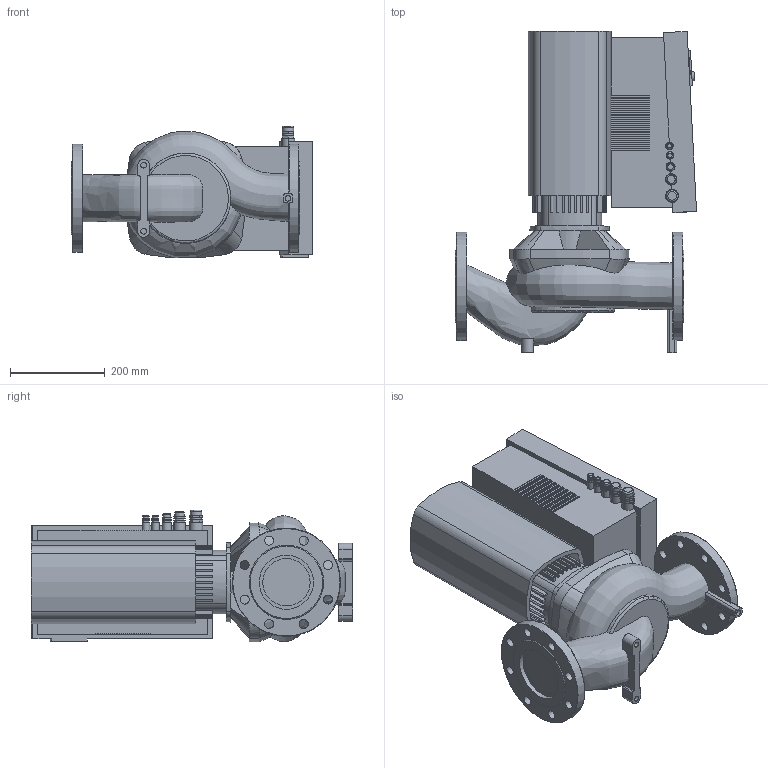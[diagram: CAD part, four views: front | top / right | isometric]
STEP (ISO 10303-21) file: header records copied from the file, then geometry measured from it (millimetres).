
FILE_DESCRIPTION(/* description */ (''),/* implementation_level */ '2;1');
FILE_NAME(/* name */ '3d_StratosGIGA4_3-87-2124507.stp',/* time_stamp */ '2022-03-01T15:33:53-06:00',/* author */ ('faliszekte'),/* organization */ (''),/* preprocessor_version */ 'ST-DEVELOPER v18.1',/* originating_system */ 'Autodesk Inventor 2021',/* authorisation */ '');
FILE_SCHEMA (('AUTOMOTIVE_DESIGN { 1 0 10303 214 3 1 1 }'));
Length unit declared in the file: inch
Products named in the file (12): 3d_StratosGIGA4_3-87-2124507; 3d_StratosGIGA4_3-87-21245071; 3d_StratosGIGA4_3-87-21245072; 3d_StratosGIGA4_3-87-21245073; 3d_StratosGIGA4_3-87-21245074; 3d_StratosGIGA4_3-87-21245075; 3d_StratosGIGA4_3-87-21245076; 3d_StratosGIGA4_3-87-21245077; 3d_StratosGIGA4_3-87-21245078; 3d_StratosGIGA4_3-87-21245079; 3d_StratosGIGA4_3-87-212450710; 3d_StratosGIGA4_3-87-212450711
Assembly tree (11 placements, depth 2):
  3d_StratosGIGA4_3-87-2124507
    3d_StratosGIGA4_3-87-21245071
    3d_StratosGIGA4_3-87-21245072
    3d_StratosGIGA4_3-87-21245073
    3d_StratosGIGA4_3-87-21245074
    3d_StratosGIGA4_3-87-21245075
    3d_StratosGIGA4_3-87-21245076
    3d_StratosGIGA4_3-87-21245077
    3d_StratosGIGA4_3-87-21245078
    3d_StratosGIGA4_3-87-21245079
    3d_StratosGIGA4_3-87-212450710
    3d_StratosGIGA4_3-87-212450711
Bounding box: 509.3 x 678.2 x 278.58 mm (x, y, z)
Volume: 34707258.6 mm3; surface area: 1948351.2 mm2
Topology: 18 solids, 18 shells, 704 faces, 1847 edges, 1199 vertices
Faces by surface type: plane 473, cylinder 154, bspline 47, torus 20, cone 10
Full cylindrical faces by diameter (mm): 12 x5, 13 x2, 15 x1, 16 x1, 19.05 x16, 20 x2, 21 x1, 23 x1, 24 x1, 100 x1, 114.3 x2, 228.6 x2
Entity records: 33266 total; most frequent: CARTESIAN_POINT 15195, ORIENTED_EDGE 3694, DIRECTION 3626, EDGE_CURVE 1847, AXIS2_PLACEMENT_3D 1212, LINE 1202, VECTOR 1202, VERTEX_POINT 1199
